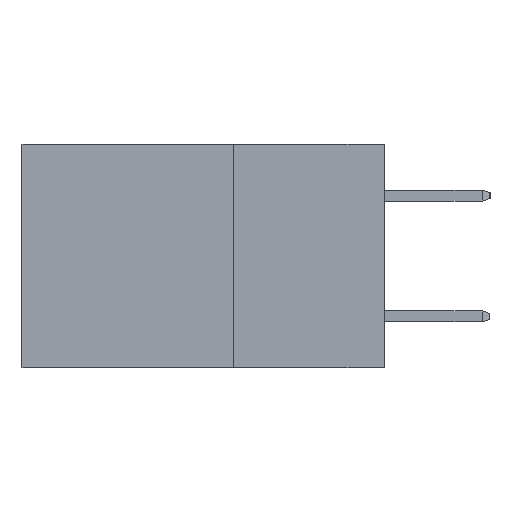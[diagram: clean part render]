
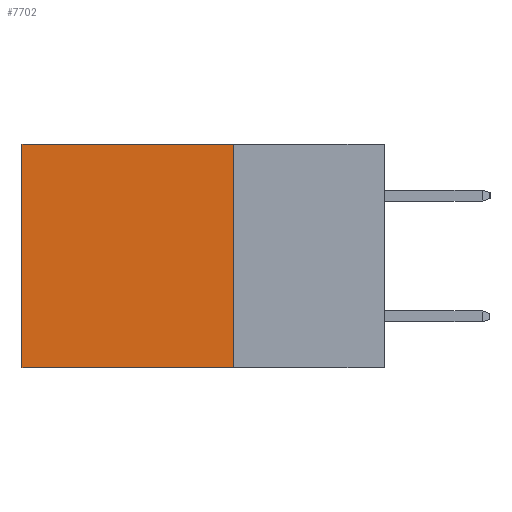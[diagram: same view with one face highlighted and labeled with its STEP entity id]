
A CAD part, left-side view. The second image highlights one B-rep face of the part: STEP entity #7702.
In plain terms, the highlighted planar face has unit normal (-1, 0, 0).
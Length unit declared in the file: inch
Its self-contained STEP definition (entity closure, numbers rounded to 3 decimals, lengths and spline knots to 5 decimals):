
#1363 = LINE ( 'NONE', #15235, #14237 ) ;
#1897 = AXIS2_PLACEMENT_3D ( 'NONE', #7778, #6892, #9007 ) ;
#2228 = VECTOR ( 'NONE', #13455, 39.37008 ) ;
#2367 = DIRECTION ( 'NONE',  ( 0., 0., -1. ) ) ;
#3340 = VERTEX_POINT ( 'NONE', #8641 ) ;
#3823 = EDGE_CURVE ( 'NONE', #14314, #3340, #11912, .T. ) ;
#4318 = VERTEX_POINT ( 'NONE', #12431 ) ;
#5887 = VECTOR ( 'NONE', #14671, 39.37008 ) ;
#6169 = FACE_OUTER_BOUND ( 'NONE', #7163, .T. ) ;
#6221 = ORIENTED_EDGE ( 'NONE', *, *, #3823, .F. ) ;
#6854 = EDGE_CURVE ( 'NONE', #4318, #8394, #1363, .T. ) ;
#6892 = DIRECTION ( 'NONE',  ( 1., 0., 0. ) ) ;
#6916 = DIRECTION ( 'NONE',  ( 0., 0., -1. ) ) ;
#7163 = EDGE_LOOP ( 'NONE', ( #8958, #9344, #6221, #10163 ) ) ;
#7702 = ADVANCED_FACE ( 'NONE', ( #6169 ), #8828, .F. ) ;
#7778 = CARTESIAN_POINT ( 'NONE',  ( 0.298, 0.25, 0. ) ) ;
#8394 = VERTEX_POINT ( 'NONE', #16471 ) ;
#8579 = VECTOR ( 'NONE', #2367, 39.37008 ) ;
#8620 = CARTESIAN_POINT ( 'NONE',  ( 0.298, 0.25, -0.37 ) ) ;
#8641 = CARTESIAN_POINT ( 'NONE',  ( 0.298, 0.25, -0.37 ) ) ;
#8828 = PLANE ( 'NONE',  #1897 ) ;
#8958 = ORIENTED_EDGE ( 'NONE', *, *, #6854, .T. ) ;
#9007 = DIRECTION ( 'NONE',  ( 0., 0., -1. ) ) ;
#9344 = ORIENTED_EDGE ( 'NONE', *, *, #9787, .F. ) ;
#9787 = EDGE_CURVE ( 'NONE', #3340, #8394, #15859, .T. ) ;
#10163 = ORIENTED_EDGE ( 'NONE', *, *, #14918, .T. ) ;
#11457 = CARTESIAN_POINT ( 'NONE',  ( 0.298, 0.25, 0. ) ) ;
#11912 = LINE ( 'NONE', #11457, #8579 ) ;
#12255 = CARTESIAN_POINT ( 'NONE',  ( 0.298, 0.25, 0. ) ) ;
#12277 = CARTESIAN_POINT ( 'NONE',  ( 0.298, 0.25, 0. ) ) ;
#12431 = CARTESIAN_POINT ( 'NONE',  ( 0.298, 0.6, 0. ) ) ;
#12974 = LINE ( 'NONE', #12277, #2228 ) ;
#13455 = DIRECTION ( 'NONE',  ( 0., 1., 0. ) ) ;
#14237 = VECTOR ( 'NONE', #6916, 39.37008 ) ;
#14314 = VERTEX_POINT ( 'NONE', #12255 ) ;
#14671 = DIRECTION ( 'NONE',  ( 0., 1., 0. ) ) ;
#14918 = EDGE_CURVE ( 'NONE', #14314, #4318, #12974, .T. ) ;
#15235 = CARTESIAN_POINT ( 'NONE',  ( 0.298, 0.6, 0. ) ) ;
#15859 = LINE ( 'NONE', #8620, #5887 ) ;
#16471 = CARTESIAN_POINT ( 'NONE',  ( 0.298, 0.6, -0.37 ) ) ;
